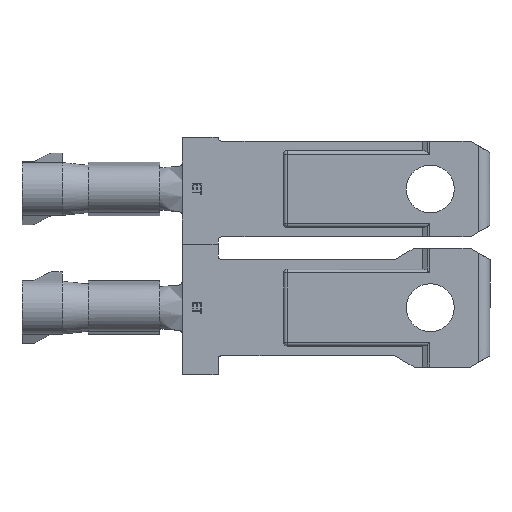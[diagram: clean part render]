
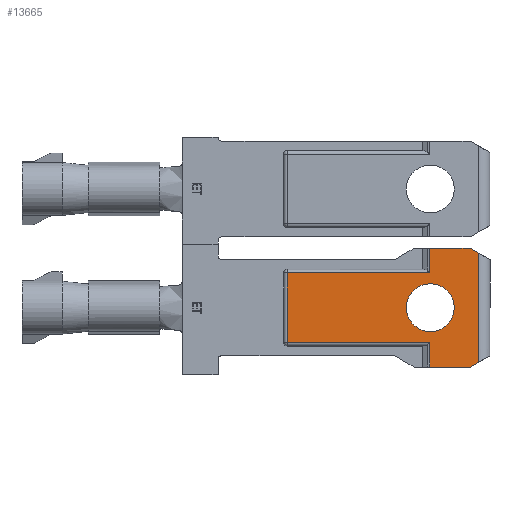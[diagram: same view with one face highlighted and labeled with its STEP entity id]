
A CAD part, front view. The second image highlights one B-rep face of the part: STEP entity #13665.
In plain terms, the highlighted planar face has unit normal (0, -1, 0).
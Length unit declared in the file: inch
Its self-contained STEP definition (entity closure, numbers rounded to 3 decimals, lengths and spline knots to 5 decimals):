
#3 = ORIENTED_EDGE ( 'NONE', *, *, #6111, .T. ) ;
#129 = LINE ( 'NONE', #6932, #9007 ) ;
#470 = VECTOR ( 'NONE', #2745, 39.37008 ) ;
#494 = DIRECTION ( 'NONE',  ( 1., 0., 0. ) ) ;
#551 = DIRECTION ( 'NONE',  ( -1., 0., 0. ) ) ;
#706 = LINE ( 'NONE', #9292, #2878 ) ;
#882 = CARTESIAN_POINT ( 'NONE',  ( -0.00441, -0.03, 0.125 ) ) ;
#908 = ORIENTED_EDGE ( 'NONE', *, *, #13320, .F. ) ;
#1317 = CARTESIAN_POINT ( 'NONE',  ( 0.126, -0.03, 0.14232 ) ) ;
#1501 = EDGE_LOOP ( 'NONE', ( #8585, #12153, #908, #11916, #1855, #7720, #5579, #11970, #10399, #12748 ) ) ;
#1633 = EDGE_CURVE ( 'NONE', #12130, #13283, #706, .T. ) ;
#1635 = CARTESIAN_POINT ( 'NONE',  ( -0.002, -0.03, -0.091 ) ) ;
#1698 = CARTESIAN_POINT ( 'NONE',  ( -0.002, -0.03, -0.155 ) ) ;
#1855 = ORIENTED_EDGE ( 'NONE', *, *, #5492, .T. ) ;
#1930 = VECTOR ( 'NONE', #551, 39.37008 ) ;
#1947 = DIRECTION ( 'NONE',  ( 0., 1., 0. ) ) ;
#2142 = CARTESIAN_POINT ( 'NONE',  ( 0.10404, -0.03, 0.155 ) ) ;
#2207 = VERTEX_POINT ( 'NONE', #1698 ) ;
#2369 = EDGE_CURVE ( 'NONE', #2603, #2207, #8371, .T. ) ;
#2603 = VERTEX_POINT ( 'NONE', #7772 ) ;
#2615 = CARTESIAN_POINT ( 'NONE',  ( 0.0625, -0.03, 0. ) ) ;
#2710 = AXIS2_PLACEMENT_3D ( 'NONE', #3376, #10848, #4450 ) ;
#2745 = DIRECTION ( 'NONE',  ( 0., 0., -1. ) ) ;
#2878 = VECTOR ( 'NONE', #8435, 39.37008 ) ;
#2991 = CARTESIAN_POINT ( 'NONE',  ( 0.14394, -0.03, -0.13196 ) ) ;
#3086 = DIRECTION ( 'NONE',  ( -1., 0., 0. ) ) ;
#3088 = EDGE_CURVE ( 'NONE', #6650, #2207, #3529, .T. ) ;
#3173 = VECTOR ( 'NONE', #10694, 39.37008 ) ;
#3213 = CARTESIAN_POINT ( 'NONE',  ( -0.002, -0.03, 0.125 ) ) ;
#3281 = FACE_OUTER_BOUND ( 'NONE', #1501, .T. ) ;
#3328 = LINE ( 'NONE', #12138, #11535 ) ;
#3376 = CARTESIAN_POINT ( 'NONE',  ( 0., -0.03, 0. ) ) ;
#3529 = LINE ( 'NONE', #9079, #6711 ) ;
#3873 = EDGE_CURVE ( 'NONE', #12130, #11264, #3328, .T. ) ;
#3911 = EDGE_CURVE ( 'NONE', #10203, #6650, #129, .T. ) ;
#3984 = EDGE_CURVE ( 'NONE', #4176, #10203, #5498, .T. ) ;
#4176 = VERTEX_POINT ( 'NONE', #9603 ) ;
#4450 = DIRECTION ( 'NONE',  ( -1., 0., 0. ) ) ;
#4459 = EDGE_CURVE ( 'NONE', #2603, #11264, #5487, .T. ) ;
#4511 = VERTEX_POINT ( 'NONE', #10589 ) ;
#4767 = CARTESIAN_POINT ( 'NONE',  ( 0.126, -0.03, -0.14232 ) ) ;
#4934 = DIRECTION ( 'NONE',  ( 0., 1., 0. ) ) ;
#5122 = LINE ( 'NONE', #11823, #13012 ) ;
#5313 = EDGE_CURVE ( 'NONE', #7246, #7865, #12847, .T. ) ;
#5487 = LINE ( 'NONE', #2991, #8308 ) ;
#5492 = EDGE_CURVE ( 'NONE', #13454, #4176, #7640, .T. ) ;
#5498 = LINE ( 'NONE', #12398, #470 ) ;
#5579 = ORIENTED_EDGE ( 'NONE', *, *, #3911, .T. ) ;
#5699 = LINE ( 'NONE', #3213, #3173 ) ;
#6111 = EDGE_CURVE ( 'NONE', #7865, #7246, #9129, .T. ) ;
#6650 = VERTEX_POINT ( 'NONE', #1635 ) ;
#6711 = VECTOR ( 'NONE', #11239, 39.37008 ) ;
#6932 = CARTESIAN_POINT ( 'NONE',  ( -0.00441, -0.03, -0.091 ) ) ;
#7246 = VERTEX_POINT ( 'NONE', #2615 ) ;
#7640 = LINE ( 'NONE', #11223, #1930 ) ;
#7720 = ORIENTED_EDGE ( 'NONE', *, *, #3984, .T. ) ;
#7772 = CARTESIAN_POINT ( 'NONE',  ( 0.10404, -0.03, -0.155 ) ) ;
#7838 = DIRECTION ( 'NONE',  ( 0., 0., -1. ) ) ;
#7865 = VERTEX_POINT ( 'NONE', #10266 ) ;
#8308 = VECTOR ( 'NONE', #9399, 39.37008 ) ;
#8353 = PLANE ( 'NONE',  #11754 ) ;
#8371 = LINE ( 'NONE', #8412, #13767 ) ;
#8412 = CARTESIAN_POINT ( 'NONE',  ( 0.126, -0.03, -0.155 ) ) ;
#8435 = DIRECTION ( 'NONE',  ( -0.866, 0., 0.5 ) ) ;
#8585 = ORIENTED_EDGE ( 'NONE', *, *, #3873, .F. ) ;
#8634 = CARTESIAN_POINT ( 'NONE',  ( -0.374, -0.03, -0.091 ) ) ;
#8644 = DIRECTION ( 'NONE',  ( 1., 0., 0. ) ) ;
#8893 = CARTESIAN_POINT ( 'NONE',  ( -0.002, -0.03, 0.091 ) ) ;
#9007 = VECTOR ( 'NONE', #494, 39.37008 ) ;
#9079 = CARTESIAN_POINT ( 'NONE',  ( -0.002, -0.03, 0.125 ) ) ;
#9129 = CIRCLE ( 'NONE', #10784, 0.0625 ) ;
#9292 = CARTESIAN_POINT ( 'NONE',  ( 0.03569, -0.03, 0.19446 ) ) ;
#9399 = DIRECTION ( 'NONE',  ( 0.866, 0., 0.5 ) ) ;
#9434 = DIRECTION ( 'NONE',  ( -1., 0., 0. ) ) ;
#9603 = CARTESIAN_POINT ( 'NONE',  ( -0.374, -0.03, 0.091 ) ) ;
#10189 = EDGE_LOOP ( 'NONE', ( #3, #12288 ) ) ;
#10203 = VERTEX_POINT ( 'NONE', #8634 ) ;
#10266 = CARTESIAN_POINT ( 'NONE',  ( -0.0625, -0.03, 0. ) ) ;
#10399 = ORIENTED_EDGE ( 'NONE', *, *, #2369, .F. ) ;
#10589 = CARTESIAN_POINT ( 'NONE',  ( -0.002, -0.03, 0.155 ) ) ;
#10694 = DIRECTION ( 'NONE',  ( 0., 0., -1. ) ) ;
#10784 = AXIS2_PLACEMENT_3D ( 'NONE', #11343, #4934, #12433 ) ;
#10848 = DIRECTION ( 'NONE',  ( 0., 1., 0. ) ) ;
#11065 = EDGE_CURVE ( 'NONE', #4511, #13454, #5699, .T. ) ;
#11223 = CARTESIAN_POINT ( 'NONE',  ( -0.00441, -0.03, 0.091 ) ) ;
#11239 = DIRECTION ( 'NONE',  ( 0., 0., -1. ) ) ;
#11264 = VERTEX_POINT ( 'NONE', #4767 ) ;
#11343 = CARTESIAN_POINT ( 'NONE',  ( 0., -0.03, 0. ) ) ;
#11535 = VECTOR ( 'NONE', #7838, 39.37008 ) ;
#11754 = AXIS2_PLACEMENT_3D ( 'NONE', #882, #1947, #9434 ) ;
#11823 = CARTESIAN_POINT ( 'NONE',  ( -0.002, -0.03, 0.155 ) ) ;
#11842 = FACE_BOUND ( 'NONE', #10189, .T. ) ;
#11916 = ORIENTED_EDGE ( 'NONE', *, *, #11065, .T. ) ;
#11970 = ORIENTED_EDGE ( 'NONE', *, *, #3088, .T. ) ;
#12130 = VERTEX_POINT ( 'NONE', #1317 ) ;
#12138 = CARTESIAN_POINT ( 'NONE',  ( 0.126, -0.03, 0.125 ) ) ;
#12153 = ORIENTED_EDGE ( 'NONE', *, *, #1633, .T. ) ;
#12288 = ORIENTED_EDGE ( 'NONE', *, *, #5313, .T. ) ;
#12398 = CARTESIAN_POINT ( 'NONE',  ( -0.374, -0.03, -0.1 ) ) ;
#12433 = DIRECTION ( 'NONE',  ( -1., 0., 0. ) ) ;
#12748 = ORIENTED_EDGE ( 'NONE', *, *, #4459, .T. ) ;
#12847 = CIRCLE ( 'NONE', #2710, 0.0625 ) ;
#13012 = VECTOR ( 'NONE', #8644, 39.37008 ) ;
#13283 = VERTEX_POINT ( 'NONE', #2142 ) ;
#13320 = EDGE_CURVE ( 'NONE', #4511, #13283, #5122, .T. ) ;
#13454 = VERTEX_POINT ( 'NONE', #8893 ) ;
#13665 = ADVANCED_FACE ( 'NONE', ( #11842, #3281 ), #8353, .F. ) ;
#13767 = VECTOR ( 'NONE', #3086, 39.37008 ) ;
